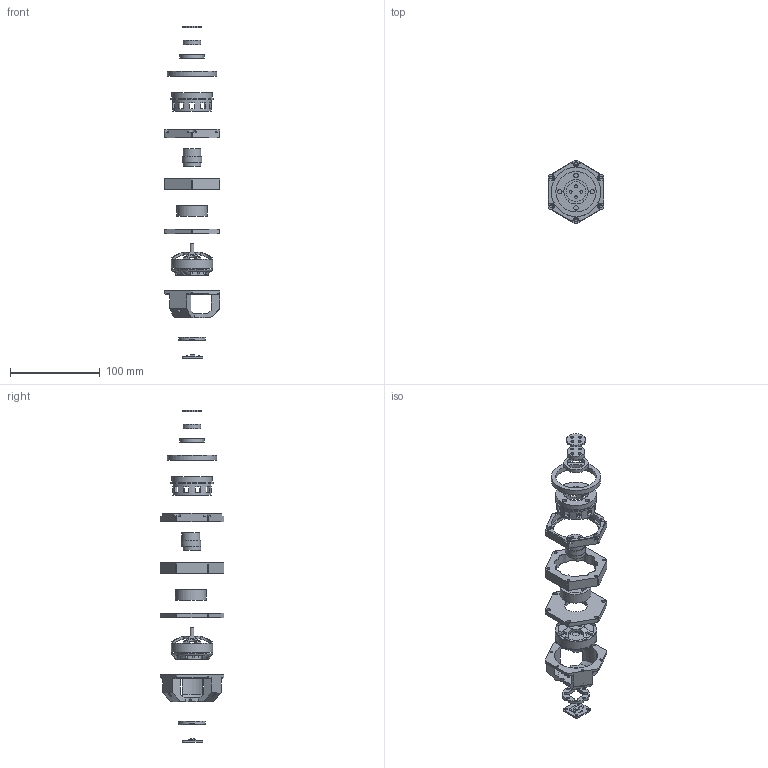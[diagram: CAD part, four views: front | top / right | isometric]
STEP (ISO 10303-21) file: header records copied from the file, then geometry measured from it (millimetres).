
FILE_DESCRIPTION(/* description */ ('STEP AP242','CAx-IF Rec.Pracs.---Representation and Presentation of Product Manufacturing Information (PMI)---4.0---2014-10-13','CAx-IF Rec.Pracs.---3D Tessellated Geometry---0.4---2014-09-14','2;1'),/* implementation_level */ '2;1');
FILE_NAME(/* name */ '67f75bcd3e28c656ae56010a',/* time_stamp */ '2025-04-10T05:49:02Z',/* author */ (''),/* organization */ (''),/* preprocessor_version */ 'ST-DEVELOPER v20',/* originating_system */ 'ONSHAPE BY PTC INC, 1.196',/* authorisation */ ' ');
FILE_SCHEMA (('AP242_MANAGED_MODEL_BASED_3D_ENGINEERING_MIM_LF { 1 0 10303 442 1 1 4 }'));
Length unit declared in the file: metre
Products named in the file (17): Assembly 1; Part 17; motor_cover; body_middle; Rotor; body_bottom; cam_middle; cam_cover; body_top; AS5600 v1; Stator; bearing_huge; cam_bottom; bearing; wave_generator; separator; Coils
Assembly tree (16 placements, depth 2):
  Assembly 1
    Part 17
    motor_cover
    body_middle
    Rotor
    body_bottom
    cam_middle
    cam_cover
    body_top
    AS5600 v1
    Stator
    bearing_huge
    cam_bottom
    bearing
    wave_generator
    separator
    Coils
Bounding box: 62 x 70.59 x 370.2 mm (x, y, z)
Volume: 120105.1 mm3; surface area: 70815.3 mm2
Topology: 16 solids, 16 shells, 538 faces, 1403 edges, 910 vertices
Faces by surface type: plane 304, cylinder 176, cone 32, bspline 18, torus 8
Full cylindrical faces by diameter (mm): 1 x7, 2.1 x6, 2.5 x6, 3 x22, 3.1 x12, 3.2 x16, 4 x8, 4.2 x7, 4.8 x4, 12 x1, 19.9 x1, 20 x4, 20.113 x1, 22 x2, 25 x3, 27 x1, 27.1 x1, 27.2 x2, 30 x1, 34.4 x1, 37.76 x1, 40 x2, 43.04 x1, 45 x2, 46 x1, 47 x1, 48 x1, 51 x1, 55 x1, 55.1 x1
Entity records: 19009 total; most frequent: CARTESIAN_POINT 5001, DIRECTION 2693, ORIENTED_EDGE 2534, EDGE_CURVE 1267, AXIS2_PLACEMENT_3D 999, VERTEX_POINT 894, EDGE_LOOP 875, FACE_BOUND 875
